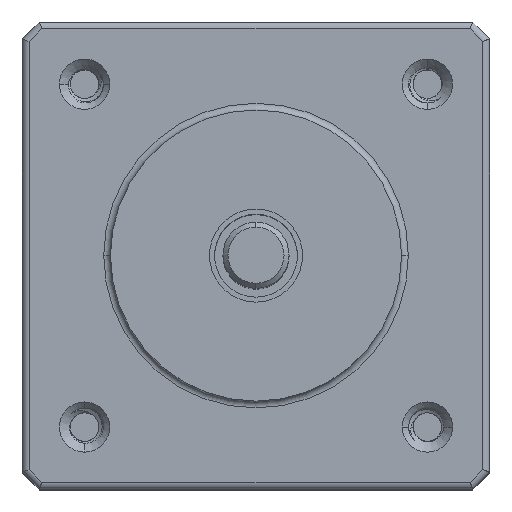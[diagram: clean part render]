
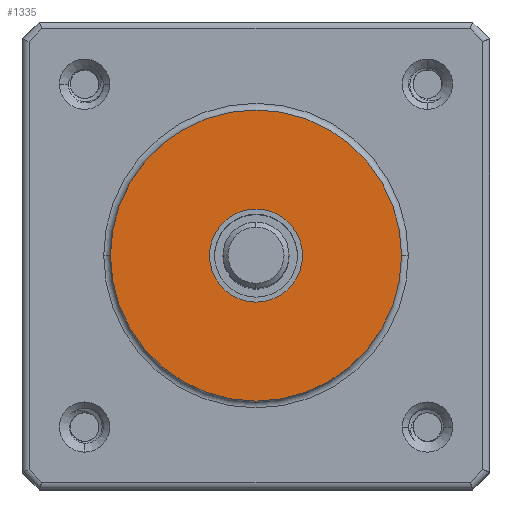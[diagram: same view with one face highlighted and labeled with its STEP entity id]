
A CAD part, top view. The second image highlights one B-rep face of the part: STEP entity #1335.
In plain terms, the highlighted planar face has unit normal (0, 0, 1).
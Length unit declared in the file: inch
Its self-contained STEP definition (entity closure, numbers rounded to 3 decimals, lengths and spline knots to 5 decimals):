
#224 = DIRECTION ( 'NONE',  ( 0., 0., -1. ) ) ;
#259 = VERTEX_POINT ( 'NONE', #3007 ) ;
#1335 = ADVANCED_FACE ( 'NONE', ( #10646, #9323 ), #9558, .T. ) ;
#2277 = AXIS2_PLACEMENT_3D ( 'NONE', #8836, #8001, #3213 ) ;
#2671 = AXIS2_PLACEMENT_3D ( 'NONE', #4825, #224, #2908 ) ;
#2760 = CARTESIAN_POINT ( 'NONE',  ( 0., 0., 0.08 ) ) ;
#2831 = DIRECTION ( 'NONE',  ( 1., 0., 0. ) ) ;
#2908 = DIRECTION ( 'NONE',  ( 0., 1., 0. ) ) ;
#2957 = DIRECTION ( 'NONE',  ( 1., 0., 0. ) ) ;
#3007 = CARTESIAN_POINT ( 'NONE',  ( 0.13843, 0., 0.08 ) ) ;
#3213 = DIRECTION ( 'NONE',  ( 0., 1., 0. ) ) ;
#3318 = VERTEX_POINT ( 'NONE', #5457 ) ;
#3596 = EDGE_CURVE ( 'NONE', #5518, #259, #10326, .T. ) ;
#3697 = AXIS2_PLACEMENT_3D ( 'NONE', #5857, #6635, #9439 ) ;
#3721 = EDGE_LOOP ( 'NONE', ( #6436, #4753 ) ) ;
#3761 = CIRCLE ( 'NONE', #2277, 0.433 ) ;
#3892 = CARTESIAN_POINT ( 'NONE',  ( 0., 0., 0.08 ) ) ;
#4753 = ORIENTED_EDGE ( 'NONE', *, *, #3596, .F. ) ;
#4825 = CARTESIAN_POINT ( 'NONE',  ( 0., 0., 0.08 ) ) ;
#5024 = CIRCLE ( 'NONE', #10573, 0.13843 ) ;
#5364 = ORIENTED_EDGE ( 'NONE', *, *, #6787, .F. ) ;
#5457 = CARTESIAN_POINT ( 'NONE',  ( 0., 0.433, 0.08 ) ) ;
#5518 = VERTEX_POINT ( 'NONE', #11297 ) ;
#5857 = CARTESIAN_POINT ( 'NONE',  ( 0., 0., 0.08 ) ) ;
#6436 = ORIENTED_EDGE ( 'NONE', *, *, #10207, .F. ) ;
#6622 = CARTESIAN_POINT ( 'NONE',  ( 0., -0.433, 0.08 ) ) ;
#6635 = DIRECTION ( 'NONE',  ( 0., 0., 1. ) ) ;
#6787 = EDGE_CURVE ( 'NONE', #7426, #3318, #3761, .T. ) ;
#6999 = AXIS2_PLACEMENT_3D ( 'NONE', #2760, #10447, #2831 ) ;
#7025 = EDGE_CURVE ( 'NONE', #3318, #7426, #10539, .T. ) ;
#7426 = VERTEX_POINT ( 'NONE', #6622 ) ;
#7693 = EDGE_LOOP ( 'NONE', ( #9476, #5364 ) ) ;
#8001 = DIRECTION ( 'NONE',  ( 0., 0., -1. ) ) ;
#8540 = DIRECTION ( 'NONE',  ( 0., 0., 1. ) ) ;
#8836 = CARTESIAN_POINT ( 'NONE',  ( 0., 0., 0.08 ) ) ;
#9323 = FACE_OUTER_BOUND ( 'NONE', #7693, .T. ) ;
#9439 = DIRECTION ( 'NONE',  ( 0., -1., 0. ) ) ;
#9476 = ORIENTED_EDGE ( 'NONE', *, *, #7025, .F. ) ;
#9558 = PLANE ( 'NONE',  #3697 ) ;
#10207 = EDGE_CURVE ( 'NONE', #259, #5518, #5024, .T. ) ;
#10326 = CIRCLE ( 'NONE', #6999, 0.13843 ) ;
#10447 = DIRECTION ( 'NONE',  ( 0., 0., 1. ) ) ;
#10539 = CIRCLE ( 'NONE', #2671, 0.433 ) ;
#10573 = AXIS2_PLACEMENT_3D ( 'NONE', #3892, #8540, #2957 ) ;
#10646 = FACE_BOUND ( 'NONE', #3721, .T. ) ;
#11297 = CARTESIAN_POINT ( 'NONE',  ( -0.13843, 0., 0.08 ) ) ;
